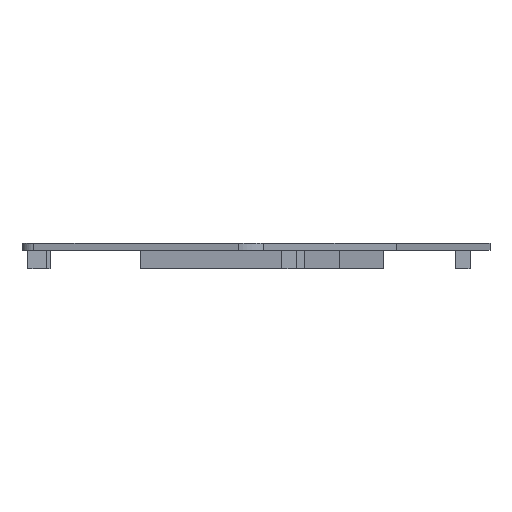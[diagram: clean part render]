
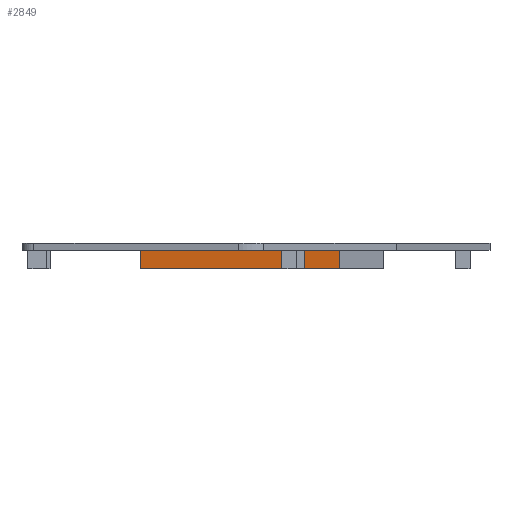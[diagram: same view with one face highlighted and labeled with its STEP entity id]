
A CAD part, left-side view. The second image highlights one B-rep face of the part: STEP entity #2849.
In plain terms, the highlighted planar face has unit normal (-0.986, 0.166, 0).
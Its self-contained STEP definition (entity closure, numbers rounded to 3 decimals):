
#83=FACE_OUTER_BOUND('',#248,.T.);
#248=EDGE_LOOP('',(#2109,#2110,#2111,#2112));
#401=LINE('',#3925,#802);
#441=LINE('',#4009,#842);
#483=LINE('',#4101,#884);
#576=LINE('',#4281,#977);
#802=VECTOR('',#3186,10.);
#842=VECTOR('',#3252,10.);
#884=VECTOR('',#3320,10.);
#977=VECTOR('',#3415,10.);
#1200=VERTEX_POINT('',#3917);
#1203=VERTEX_POINT('',#3923);
#1234=VERTEX_POINT('',#4008);
#1271=VERTEX_POINT('',#4100);
#1477=EDGE_CURVE('',#1200,#1203,#401,.T.);
#1517=EDGE_CURVE('',#1234,#1200,#441,.T.);
#1563=EDGE_CURVE('',#1234,#1271,#483,.T.);
#1656=EDGE_CURVE('',#1271,#1203,#576,.T.);
#2109=ORIENTED_EDGE('',*,*,#1477,.T.);
#2110=ORIENTED_EDGE('',*,*,#1656,.F.);
#2111=ORIENTED_EDGE('',*,*,#1563,.F.);
#2112=ORIENTED_EDGE('',*,*,#1517,.T.);
#2705=PLANE('',#3016);
#2849=ADVANCED_FACE('',(#83),#2705,.T.);
#3016=AXIS2_PLACEMENT_3D('',#4280,#3413,#3414);
#3186=DIRECTION('',(-0.166,-0.986,0.));
#3252=DIRECTION('',(0.,0.,-1.));
#3320=DIRECTION('',(-0.166,-0.986,0.));
#3413=DIRECTION('center_axis',(-0.986,0.166,0.));
#3414=DIRECTION('ref_axis',(0.166,0.986,0.));
#3415=DIRECTION('',(0.,0.,-1.));
#3917=CARTESIAN_POINT('',(138.459,-57.446,-5.));
#3923=CARTESIAN_POINT('',(129.374,-111.492,-5.));
#3925=CARTESIAN_POINT('',(132.011,-95.804,-5.));
#4008=CARTESIAN_POINT('',(138.459,-57.446,0.));
#4009=CARTESIAN_POINT('',(138.459,-57.446,-3.));
#4100=CARTESIAN_POINT('',(129.374,-111.492,0.));
#4101=CARTESIAN_POINT('',(132.407,-93.447,0.));
#4280=CARTESIAN_POINT('Origin',(129.374,-111.492,0.));
#4281=CARTESIAN_POINT('',(129.374,-111.492,0.));
